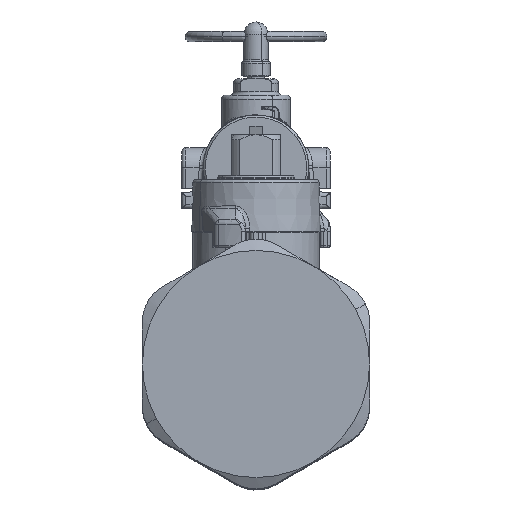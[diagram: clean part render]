
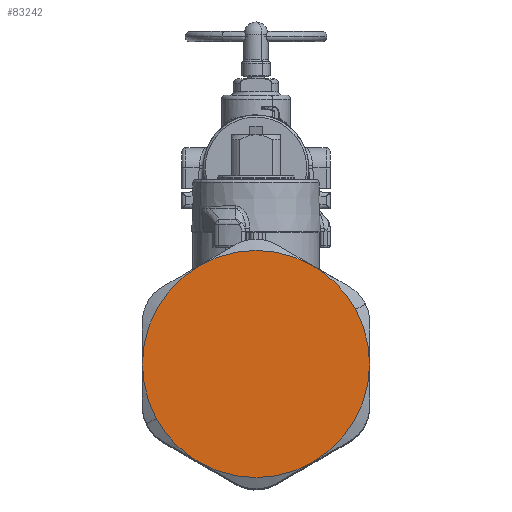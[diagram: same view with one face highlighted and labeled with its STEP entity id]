
A CAD part, top view. The second image highlights one B-rep face of the part: STEP entity #83242.
In plain terms, the highlighted planar face has unit normal (0, 0, 1).
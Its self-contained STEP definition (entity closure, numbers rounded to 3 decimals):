
#82468=CARTESIAN_POINT('Vertex',(28.,51.672,160.)) ;
#82573=CARTESIAN_POINT('Vertex',(14.,75.921,160.)) ;
#82635=CARTESIAN_POINT('Vertex',(-14.,75.921,160.)) ;
#82669=CARTESIAN_POINT('Vertex',(-28.,51.672,160.)) ;
#83029=CARTESIAN_POINT('Axis2P3D Location',(0.,51.672,160.)) ;
#83033=CARTESIAN_POINT('Vertex',(14.,27.423,160.)) ;
#83055=CARTESIAN_POINT('Vertex',(24.572,65.096,160.)) ;
#83058=CARTESIAN_POINT('Axis2P3D Location',(0.,51.672,160.)) ;
#83071=CARTESIAN_POINT('Axis2P3D Location',(0.,51.672,160.)) ;
#83084=CARTESIAN_POINT('Axis2P3D Location',(0.,51.672,160.)) ;
#83097=CARTESIAN_POINT('Axis2P3D Location',(0.,51.672,160.)) ;
#83114=CARTESIAN_POINT('Vertex',(-24.572,38.248,160.)) ;
#83117=CARTESIAN_POINT('Axis2P3D Location',(0.,51.672,160.)) ;
#83130=CARTESIAN_POINT('Axis2P3D Location',(0.,51.672,160.)) ;
#83134=CARTESIAN_POINT('Vertex',(-14.,27.423,160.)) ;
#83222=CARTESIAN_POINT('Axis2P3D Location',(0.,51.672,160.)) ;
#83227=CARTESIAN_POINT('Axis2P3D Location',(0.,51.672,160.)) ;
#83030=DIRECTION('Axis2P3D Direction',(0.,0.,-1.)) ;
#83059=DIRECTION('Axis2P3D Direction',(0.,0.,-1.)) ;
#83072=DIRECTION('Axis2P3D Direction',(0.,0.,-1.)) ;
#83085=DIRECTION('Axis2P3D Direction',(0.,0.,-1.)) ;
#83098=DIRECTION('Axis2P3D Direction',(0.,0.,-1.)) ;
#83118=DIRECTION('Axis2P3D Direction',(0.,0.,-1.)) ;
#83131=DIRECTION('Axis2P3D Direction',(0.,0.,-1.)) ;
#83223=DIRECTION('Axis2P3D Direction',(0.,0.,1.)) ;
#83224=DIRECTION('Axis2P3D XDirection',(1.,0.,0.)) ;
#83228=DIRECTION('Axis2P3D Direction',(0.,0.,1.)) ;
#83031=AXIS2_PLACEMENT_3D('Circle Axis2P3D',#83029,#83030,$) ;
#83060=AXIS2_PLACEMENT_3D('Circle Axis2P3D',#83058,#83059,$) ;
#83073=AXIS2_PLACEMENT_3D('Circle Axis2P3D',#83071,#83072,$) ;
#83086=AXIS2_PLACEMENT_3D('Circle Axis2P3D',#83084,#83085,$) ;
#83099=AXIS2_PLACEMENT_3D('Circle Axis2P3D',#83097,#83098,$) ;
#83119=AXIS2_PLACEMENT_3D('Circle Axis2P3D',#83117,#83118,$) ;
#83132=AXIS2_PLACEMENT_3D('Circle Axis2P3D',#83130,#83131,$) ;
#83225=AXIS2_PLACEMENT_3D('Plane Axis2P3D',#83222,#83223,#83224) ;
#83229=AXIS2_PLACEMENT_3D('Circle Axis2P3D',#83227,#83228,$) ;
#83032=CIRCLE('generated circle',#83031,28.) ;
#83061=CIRCLE('generated circle',#83060,28.) ;
#83074=CIRCLE('generated circle',#83073,28.) ;
#83087=CIRCLE('generated circle',#83086,28.) ;
#83100=CIRCLE('generated circle',#83099,28.) ;
#83120=CIRCLE('generated circle',#83119,28.) ;
#83133=CIRCLE('generated circle',#83132,28.) ;
#83230=CIRCLE('generated circle',#83229,28.) ;
#83226=PLANE('',#83225) ;
#83035=EDGE_CURVE('',#83034,#82469,#83032,.F.) ;
#83062=EDGE_CURVE('',#82469,#83056,#83061,.F.) ;
#83075=EDGE_CURVE('',#83056,#82574,#83074,.F.) ;
#83088=EDGE_CURVE('',#82574,#82636,#83087,.F.) ;
#83101=EDGE_CURVE('',#82636,#82670,#83100,.F.) ;
#83121=EDGE_CURVE('',#82670,#83115,#83120,.F.) ;
#83136=EDGE_CURVE('',#83115,#83135,#83133,.F.) ;
#83231=EDGE_CURVE('',#83135,#83034,#83230,.T.) ;
#83233=ORIENTED_EDGE('',*,*,#83231,.T.) ;
#83234=ORIENTED_EDGE('',*,*,#83035,.T.) ;
#83235=ORIENTED_EDGE('',*,*,#83062,.T.) ;
#83236=ORIENTED_EDGE('',*,*,#83075,.T.) ;
#83237=ORIENTED_EDGE('',*,*,#83088,.T.) ;
#83238=ORIENTED_EDGE('',*,*,#83101,.T.) ;
#83239=ORIENTED_EDGE('',*,*,#83121,.T.) ;
#83240=ORIENTED_EDGE('',*,*,#83136,.T.) ;
#83232=EDGE_LOOP('',(#83233,#83234,#83235,#83236,#83237,#83238,#83239,#83240)) ;
#82469=VERTEX_POINT('',#82468) ;
#82574=VERTEX_POINT('',#82573) ;
#82636=VERTEX_POINT('',#82635) ;
#82670=VERTEX_POINT('',#82669) ;
#83034=VERTEX_POINT('',#83033) ;
#83056=VERTEX_POINT('',#83055) ;
#83115=VERTEX_POINT('',#83114) ;
#83135=VERTEX_POINT('',#83134) ;
#83242=ADVANCED_FACE('PartBody',(#83241),#83226,.T.) ;
#83241=FACE_OUTER_BOUND('',#83232,.T.) ;
